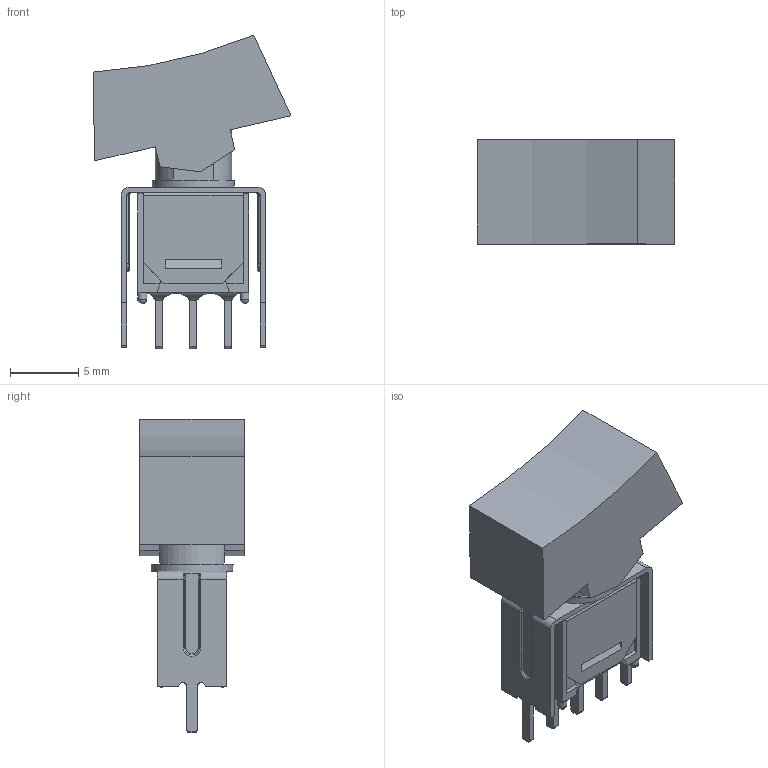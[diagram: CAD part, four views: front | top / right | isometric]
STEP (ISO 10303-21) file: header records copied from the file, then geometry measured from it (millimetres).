
FILE_DESCRIPTION((' '),'2;1');
FILE_NAME('400MSPxR1xxxVS2xE.stp','2017-07-21T13:41:04',(' '),(' '),' ','ACIS',' ');
FILE_SCHEMA(('CONFIG_CONTROL_DESIGN'));
Length unit declared in the file: inch
Products named in the file (1): 400MSPxR1xxxVS2xE.stp
Bounding box: 14.48 x 7.62 x 22.93 mm (x, y, z)
Volume: 713.5 mm3; surface area: 1570 mm2
Topology: 1 solids, 2 shells, 231 faces, 614 edges, 381 vertices
Faces by surface type: plane 131, cylinder 58, bspline 20, torus 16, sphere 5, cone 1
Full cylindrical faces by diameter (mm): 0.65 x4, 2.15 x2, 3.25 x1, 6 x1
Entity records: 10971 total; most frequent: CARTESIAN_POINT 5321, ORIENTED_EDGE 1170, DIRECTION 1112, EDGE_CURVE 585, VECTOR 384, LINE 384, VERTEX_POINT 373, AXIS2_PLACEMENT_3D 364
